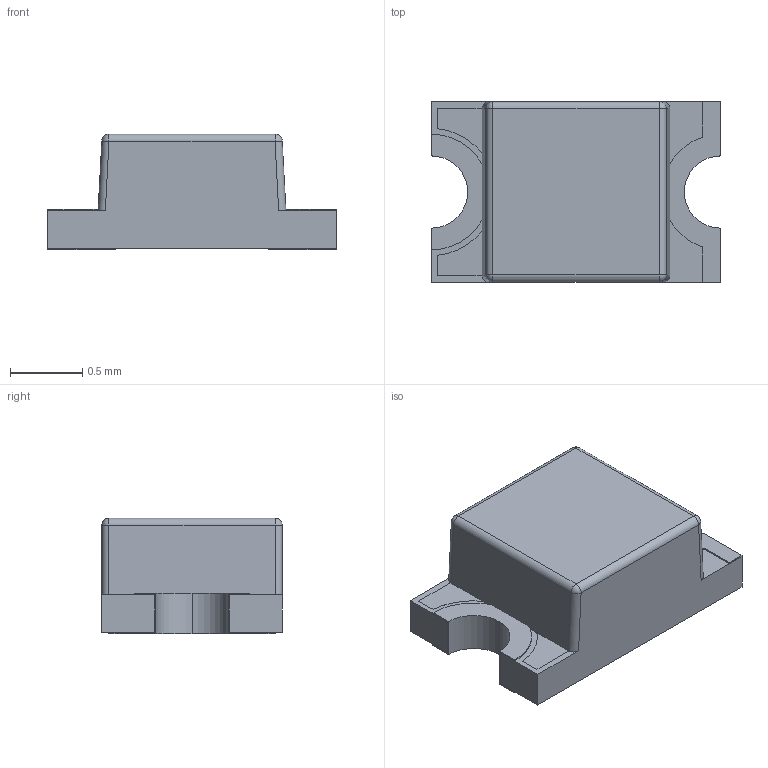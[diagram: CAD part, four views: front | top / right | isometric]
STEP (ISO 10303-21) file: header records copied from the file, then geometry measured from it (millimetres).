
FILE_DESCRIPTION (( 'STEP AP214' ), '1' );
FILE_NAME ('LED0805-RD_GREEN.STEP', '2026-01-28T01:18:42', ( '' ), ( '' ), 'SwSTEP 2.0', 'SolidWorks 2021', '' );
FILE_SCHEMA (( 'AUTOMOTIVE_DESIGN' ));
Length unit declared in the file: millimetre
Products named in the file (1): LED0805-RD_GREEN
Bounding box: 2 x 1.25 x 0.8 mm (x, y, z)
Volume: 1.5 mm3; surface area: 12.2 mm2
Topology: 3 solids, 3 shells, 302 faces, 818 edges, 540 vertices
Faces by surface type: plane 178, bspline 98, cylinder 22, sphere 4
Entity records: 13292 total; most frequent: CARTESIAN_POINT 2989, ORIENTED_EDGE 1632, DIRECTION 1058, EDGE_CURVE 816, VECTOR 568, LINE 568, VERTEX_POINT 540, EDGE_LOOP 322
